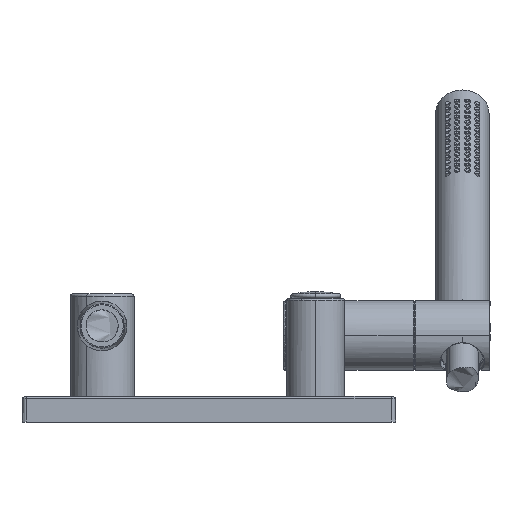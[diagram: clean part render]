
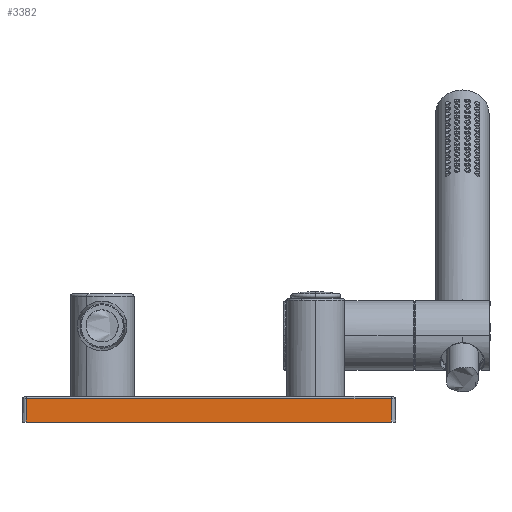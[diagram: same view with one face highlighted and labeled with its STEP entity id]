
A CAD part, front view. The second image highlights one B-rep face of the part: STEP entity #3382.
In plain terms, the highlighted planar face has unit normal (0, -1, 0.018).
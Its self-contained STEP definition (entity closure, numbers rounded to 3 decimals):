
#105 = EDGE_LOOP ( 'NONE', ( #11628, #202, #9173, #2052 ) ) ;
#202 = ORIENTED_EDGE ( 'NONE', *, *, #454, .F. ) ;
#454 = EDGE_CURVE ( 'NONE', #1596, #6047, #5044, .T. ) ;
#494 = DIRECTION ( 'NONE',  ( -1., 0., 0. ) ) ;
#1383 = EDGE_CURVE ( 'NONE', #2984, #6047, #5807, .T. ) ;
#1541 = CARTESIAN_POINT ( 'NONE',  ( -35.308, -37.308, 6.017 ) ) ;
#1596 = VERTEX_POINT ( 'NONE', #7897 ) ;
#1810 = DIRECTION ( 'NONE',  ( 0.017, -0.017, -1. ) ) ;
#2052 = ORIENTED_EDGE ( 'NONE', *, *, #12482, .F. ) ;
#2113 = FACE_OUTER_BOUND ( 'NONE', #105, .T. ) ;
#2191 = PLANE ( 'NONE',  #4912 ) ;
#2471 = DIRECTION ( 'NONE',  ( 1., 0., 0. ) ) ;
#2617 = LINE ( 'NONE', #2785, #4909 ) ;
#2785 = CARTESIAN_POINT ( 'NONE',  ( 135.396, -37.395, 1. ) ) ;
#2984 = VERTEX_POINT ( 'NONE', #1541 ) ;
#3120 = EDGE_CURVE ( 'NONE', #6155, #1596, #2617, .T. ) ;
#3188 = DIRECTION ( 'NONE',  ( -1., 0., 0. ) ) ;
#3382 = ADVANCED_FACE ( 'NONE', ( #2113 ), #2191, .T. ) ;
#4052 = CARTESIAN_POINT ( 'NONE',  ( 50., -37.5, -5. ) ) ;
#4909 = VECTOR ( 'NONE', #1810, 1000. ) ;
#4912 = AXIS2_PLACEMENT_3D ( 'NONE', #4052, #11017, #3188 ) ;
#5044 = LINE ( 'NONE', #5514, #12705 ) ;
#5514 = CARTESIAN_POINT ( 'NONE',  ( 50., -37.5, -5. ) ) ;
#5807 = LINE ( 'NONE', #6152, #12690 ) ;
#6047 = VERTEX_POINT ( 'NONE', #8345 ) ;
#6152 = CARTESIAN_POINT ( 'NONE',  ( -35.404, -37.404, 0.509 ) ) ;
#6155 = VERTEX_POINT ( 'NONE', #8471 ) ;
#7897 = CARTESIAN_POINT ( 'NONE',  ( 135.5, -37.5, -5. ) ) ;
#8345 = CARTESIAN_POINT ( 'NONE',  ( -35.5, -37.5, -5. ) ) ;
#8471 = CARTESIAN_POINT ( 'NONE',  ( 135.308, -37.308, 6.017 ) ) ;
#8622 = VECTOR ( 'NONE', #2471, 1000. ) ;
#9173 = ORIENTED_EDGE ( 'NONE', *, *, #3120, .F. ) ;
#11017 = DIRECTION ( 'NONE',  ( 0., -1., 0.017 ) ) ;
#11229 = DIRECTION ( 'NONE',  ( -0.017, -0.017, -1. ) ) ;
#11628 = ORIENTED_EDGE ( 'NONE', *, *, #1383, .T. ) ;
#11735 = LINE ( 'NONE', #12503, #8622 ) ;
#12482 = EDGE_CURVE ( 'NONE', #2984, #6155, #11735, .T. ) ;
#12503 = CARTESIAN_POINT ( 'NONE',  ( 50., -37.308, 6.017 ) ) ;
#12690 = VECTOR ( 'NONE', #11229, 1000. ) ;
#12705 = VECTOR ( 'NONE', #494, 1000. ) ;
